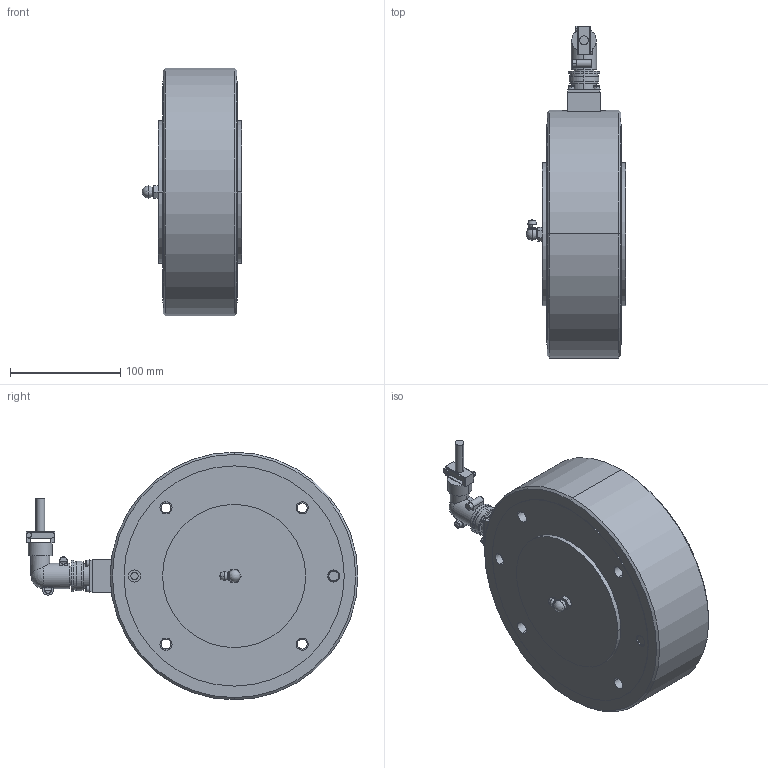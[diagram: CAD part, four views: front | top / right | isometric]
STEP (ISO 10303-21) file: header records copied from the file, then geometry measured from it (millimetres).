
FILE_DESCRIPTION((''),'2;1');
FILE_NAME('50220.stp','2007-01-15T10:05:31',(''),(''),'Mechanical Desktop 2007','Mechanical Desktop 2007',', , ');
FILE_SCHEMA(('CONFIG_CONTROL_DESIGN'));
Length unit declared in the file: millimetre
Products named in the file (28): L50220; L49380; TEIL1AAAA; L49026; TEIL1; I-6KT_SCHRAUBE_M6X60A; I-6KT_SCHRAUBE_M6X60; I-6KT_SCHRAUBE_M3X25A; I-6KT_SCHRAUBE_M3X25; FEDERRING_M3; FEDERRING_M3A; L4340402; TEIL1AAAAA; L49152; TEIL1A; L4916304; TEIL1AA; PENDELKUGELLAGER_1310TV; PENDELKUGELLAGER_1310TVA; SCHMIERNIPPEL_M10_A3A; SCHMIERNIPPEL_M10_A3; SICHERUNGSRING_J110A; SICHERUNGSRING_J110; V_RING_V65AA; V_RING_V65A; FLANSCHDOSE_WINKEL_AMPH_4-POLIG; TEIL1AAA; RM_SDB
Assembly tree (36 placements, depth 3):
  L50220
    L49380
      TEIL1AAAA
    L49026
      TEIL1
    I-6KT_SCHRAUBE_M6X60A
      I-6KT_SCHRAUBE_M6X60
    I-6KT_SCHRAUBE_M3X25A  x4
      I-6KT_SCHRAUBE_M3X25
    FEDERRING_M3  x4
      FEDERRING_M3A
    L4340402  x2
      TEIL1AAAAA
    L49152
      TEIL1A
    L4916304
      TEIL1AA
    PENDELKUGELLAGER_1310TV
      PENDELKUGELLAGER_1310TVA
    SCHMIERNIPPEL_M10_A3A
      SCHMIERNIPPEL_M10_A3
    SICHERUNGSRING_J110A
      SICHERUNGSRING_J110
    V_RING_V65AA
      V_RING_V65A
    FLANSCHDOSE_WINKEL_AMPH_4-POLIG
      TEIL1AAA
    RM_SDB  x3
Bounding box: 90.36 x 301.5 x 225 mm (x, y, z)
Volume: 2415490.2 mm3; surface area: 391795.7 mm2
Topology: 20 solids, 20 shells, 417 faces, 1014 edges, 664 vertices
Faces by surface type: cylinder 230, plane 128, cone 32, torus 18, sphere 5, bspline 4
Entity records: 11384 total; most frequent: CARTESIAN_POINT 2274, DIRECTION 2033, ORIENTED_EDGE 1646, AXIS2_PLACEMENT_3D 850, EDGE_CURVE 823, VERTEX_POINT 543, CIRCLE 475, EDGE_LOOP 460
